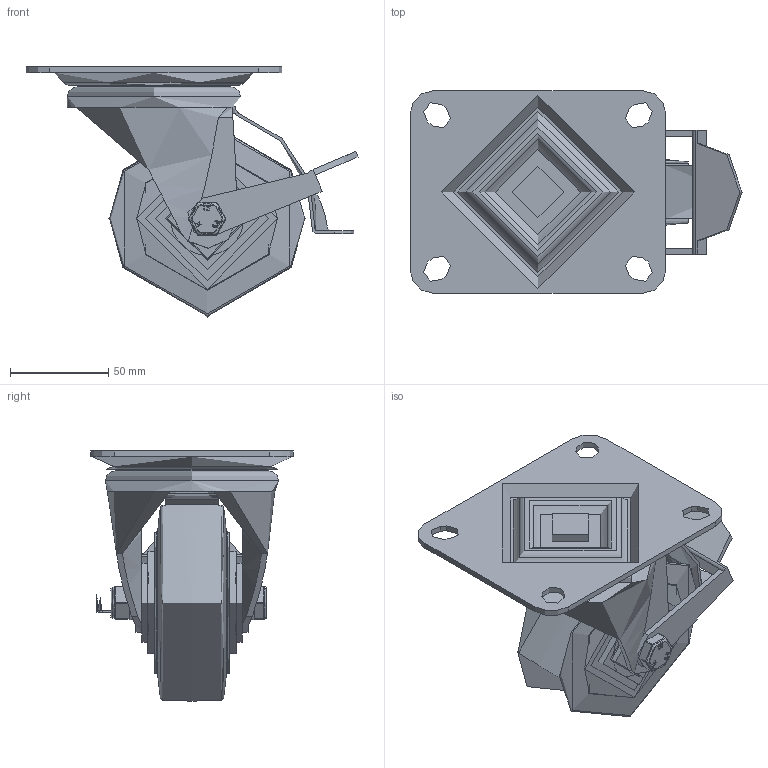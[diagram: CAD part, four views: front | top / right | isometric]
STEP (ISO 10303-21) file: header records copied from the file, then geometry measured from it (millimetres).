
FILE_DESCRIPTION(/* description */ (''),/* implementation_level */ '2;1');
FILE_NAME(/* name */ 'BZH100CRBJBRLP.step',/* time_stamp */ '2024-05-17T14:18:55+01:00',/* author */ (''),/* organization */ (''),/* preprocessor_version */ 'ST-DEVELOPER v20',/* originating_system */ 'Autodesk Translation Framework v13.14.0.145',/* authorisation */ '');
FILE_SCHEMA (('AUTOMOTIVE_DESIGN { 1 0 10303 214 3 1 1 }'));
Length unit declared in the file: millimetre
Products named in the file (31): BZH100CRBJBRLP; BZH100ASBRLP v1; ZINC PLATED, PRESSED STEEL TOP PLATE; ZINC PLATED, PRESSED STEEL FORKS; ZINC PLATED, PRESSED STEEL BRAKE; BRAKE PEDAL; BRAKE; BZMH100WCRBJM20 v1; ELASTIC RUBBER TYRE; CAST IRON RIM; BEARING6004; BALL BEARINGS; BEARING6004 (1); BALL BEARINGS (1); Component1; METAL; MIDDLE; RUBBER; BEARING SPACER; TUBEM20X50 v1; ZINC PLATED, STEEL TUBE; WP20X40X4BLK v1; NYLON WASHER; WP20X40X4BLK v1 (1); NYLON WASHER (1); BOLTM10X80Z8.8 v2; ZINC PLATED STEEL BOLT; NYLOCM10Z v1; NYLOC NUT; RUBBER (1); NUT
Assembly tree (50 placements, depth 5):
  BZH100CRBJBRLP
    BZH100ASBRLP v1
      ZINC PLATED, PRESSED STEEL TOP PLATE
      ZINC PLATED, PRESSED STEEL FORKS
      ZINC PLATED, PRESSED STEEL BRAKE
        BRAKE PEDAL
        BRAKE
    BZMH100WCRBJM20 v1
      ELASTIC RUBBER TYRE
      CAST IRON RIM
      BEARING6004
        METAL
        MIDDLE
        BALL BEARINGS
          Component1  x9
        RUBBER
      BEARING6004 (1)
        BALL BEARINGS (1)
          Component1  x9
        METAL
        MIDDLE
        RUBBER
      BEARING SPACER
    TUBEM20X50 v1
      ZINC PLATED, STEEL TUBE
    WP20X40X4BLK v1
      NYLON WASHER
    WP20X40X4BLK v1 (1)
      NYLON WASHER (1)
    BOLTM10X80Z8.8 v2
      ZINC PLATED STEEL BOLT
    NYLOCM10Z v1
      NYLOC NUT
        RUBBER (1)
        NUT
Bounding box: 168.66 x 103 x 127.13 mm (x, y, z)
Volume: 390404.4 mm3; surface area: 165145.2 mm2
Topology: 41 solids, 41 shells, 1267 faces, 3199 edges, 2094 vertices
Faces by surface type: plane 474, bspline 439, cylinder 256, sphere 56, torus 35, cone 7
Full cylindrical faces by diameter (mm): 8 x18, 8.141 x18, 9.85 x19, 10 x3, 10.5 x5, 12 x2, 16 x2, 19.9 x1, 20 x3, 21 x2, 24 x3, 25 x8, 26 x5, 27 x8, 28 x1, 30 x1, 35 x4, 36 x5, 37 x4, 38 x10, 40 x3, 42 x4, 52 x2, 62.5 x2, 82 x1, 88 x1
Entity records: 35028 total; most frequent: CARTESIAN_POINT 15653, ORIENTED_EDGE 4126, DIRECTION 3284, EDGE_CURVE 2063, VERTEX_POINT 1342, AXIS2_PLACEMENT_3D 1175, EDGE_LOOP 969, LINE 934
